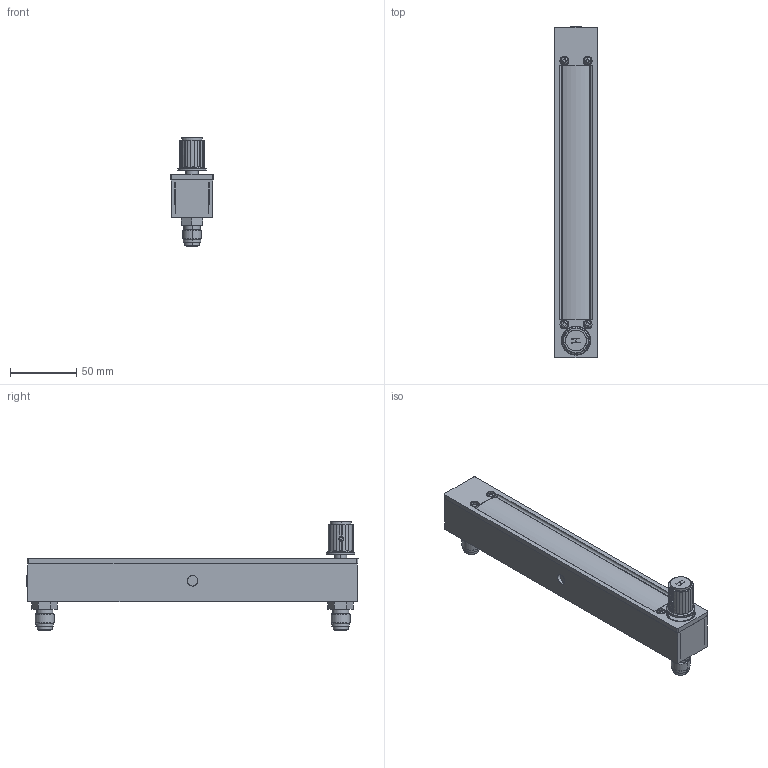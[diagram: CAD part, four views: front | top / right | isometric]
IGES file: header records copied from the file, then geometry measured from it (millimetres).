
Start section: SolidWorks IGES file using analytic representation for surfaces
Global section: file name: 1355G-7-T-1-A.IGS; native system: SolidWorks 2020; preprocessor: SolidWorks 2020; author: CRaksin; date: 220121.125922; units: inch
Bounding box: 32.54 x 251.03 x 82.27 mm (x, y, z)
Surface area: 66742.3 mm2 (no closed solid volume)
Topology: 0 solids, 0 shells, 529 faces, 6357 edges, 6353 vertices
Faces by surface type: bspline 325, revolution 204
